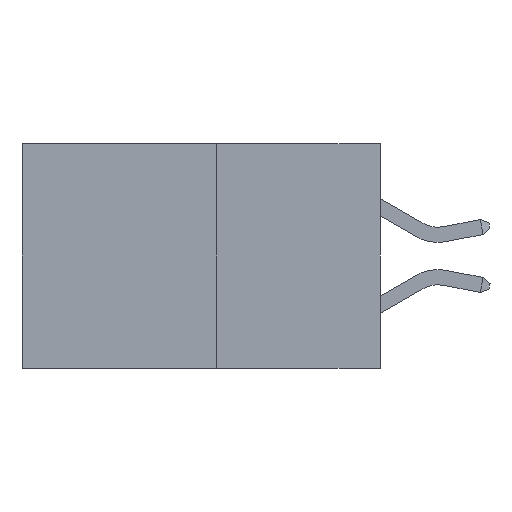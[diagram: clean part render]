
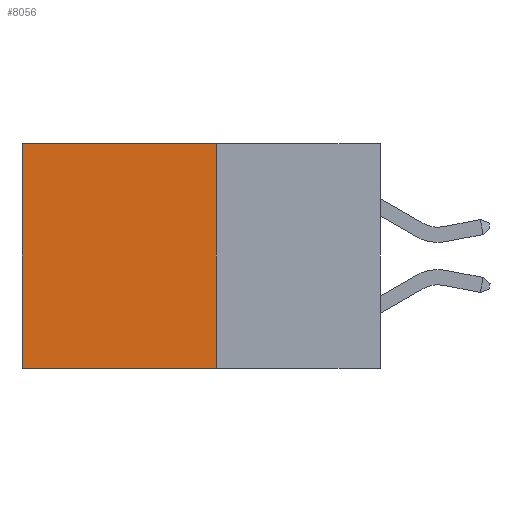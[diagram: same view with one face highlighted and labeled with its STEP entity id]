
A CAD part, left-side view. The second image highlights one B-rep face of the part: STEP entity #8056.
In plain terms, the highlighted planar face has unit normal (-1, 0, 0).
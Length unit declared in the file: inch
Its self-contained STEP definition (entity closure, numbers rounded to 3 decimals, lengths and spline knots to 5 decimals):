
#65 = FACE_OUTER_BOUND ( 'NONE', #19969, .T. ) ;
#355 = VERTEX_POINT ( 'NONE', #16004 ) ;
#777 = DIRECTION ( 'NONE',  ( 0., 0., -1. ) ) ;
#1065 = VERTEX_POINT ( 'NONE', #14071 ) ;
#1532 = VECTOR ( 'NONE', #14789, 39.37008 ) ;
#2246 = DIRECTION ( 'NONE',  ( 0., 0., -1. ) ) ;
#3721 = CARTESIAN_POINT ( 'NONE',  ( 0.277, 0.59, -0.37 ) ) ;
#5267 = DIRECTION ( 'NONE',  ( 0., 0., -1. ) ) ;
#5533 = PLANE ( 'NONE',  #11302 ) ;
#5674 = DIRECTION ( 'NONE',  ( 1., 0., 0. ) ) ;
#5878 = LINE ( 'NONE', #14797, #1532 ) ;
#5886 = CARTESIAN_POINT ( 'NONE',  ( 0.277, 0.27, -0.37 ) ) ;
#6875 = CARTESIAN_POINT ( 'NONE',  ( 0.277, 0.27, 0. ) ) ;
#7112 = DIRECTION ( 'NONE',  ( 0., 1., 0. ) ) ;
#7511 = EDGE_CURVE ( 'NONE', #11397, #15527, #5878, .T. ) ;
#7663 = VECTOR ( 'NONE', #2246, 39.37008 ) ;
#7966 = EDGE_CURVE ( 'NONE', #1065, #355, #19439, .T. ) ;
#8056 = ADVANCED_FACE ( 'NONE', ( #65 ), #5533, .F. ) ;
#8589 = CARTESIAN_POINT ( 'NONE',  ( 0.277, 0.27, -0.37 ) ) ;
#8808 = ORIENTED_EDGE ( 'NONE', *, *, #12781, .T. ) ;
#10133 = VECTOR ( 'NONE', #7112, 39.37008 ) ;
#10315 = CARTESIAN_POINT ( 'NONE',  ( 0.277, 0.27, -0.37 ) ) ;
#10414 = LINE ( 'NONE', #12021, #18289 ) ;
#11302 = AXIS2_PLACEMENT_3D ( 'NONE', #5886, #5674, #5267 ) ;
#11397 = VERTEX_POINT ( 'NONE', #8589 ) ;
#12021 = CARTESIAN_POINT ( 'NONE',  ( 0.277, 0.59, -0.37 ) ) ;
#12380 = ORIENTED_EDGE ( 'NONE', *, *, #7511, .F. ) ;
#12781 = EDGE_CURVE ( 'NONE', #355, #15527, #10414, .T. ) ;
#12930 = ORIENTED_EDGE ( 'NONE', *, *, #18636, .F. ) ;
#14071 = CARTESIAN_POINT ( 'NONE',  ( 0.277, 0.27, 0. ) ) ;
#14204 = ORIENTED_EDGE ( 'NONE', *, *, #7966, .T. ) ;
#14789 = DIRECTION ( 'NONE',  ( 0., 1., 0. ) ) ;
#14797 = CARTESIAN_POINT ( 'NONE',  ( 0.277, 0.27, -0.37 ) ) ;
#15527 = VERTEX_POINT ( 'NONE', #3721 ) ;
#16004 = CARTESIAN_POINT ( 'NONE',  ( 0.277, 0.59, 0. ) ) ;
#18289 = VECTOR ( 'NONE', #777, 39.37008 ) ;
#18636 = EDGE_CURVE ( 'NONE', #1065, #11397, #20143, .T. ) ;
#19439 = LINE ( 'NONE', #6875, #10133 ) ;
#19969 = EDGE_LOOP ( 'NONE', ( #8808, #12380, #12930, #14204 ) ) ;
#20143 = LINE ( 'NONE', #10315, #7663 ) ;
